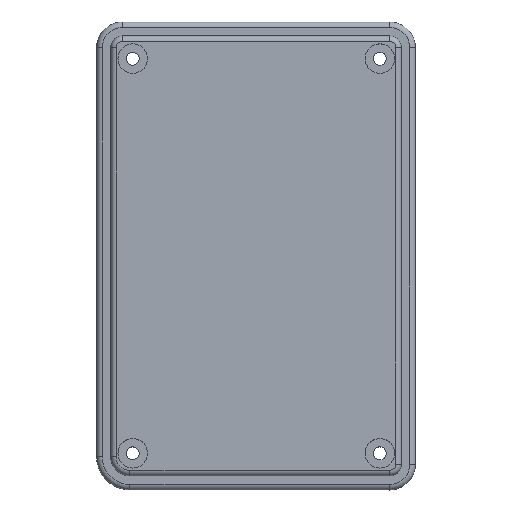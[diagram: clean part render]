
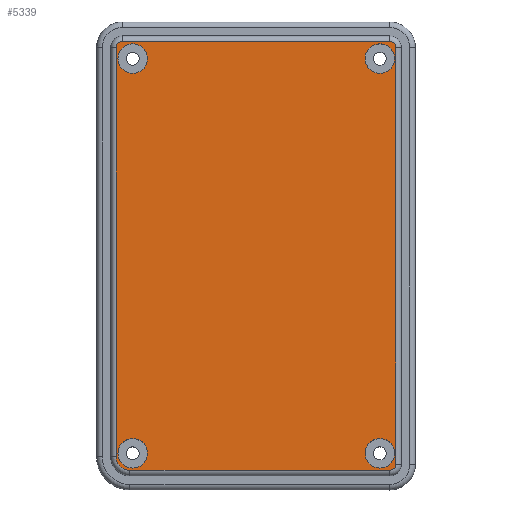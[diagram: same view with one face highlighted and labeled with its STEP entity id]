
A CAD part, top view. The second image highlights one B-rep face of the part: STEP entity #5339.
In plain terms, the highlighted planar face has unit normal (0, 0, 1).
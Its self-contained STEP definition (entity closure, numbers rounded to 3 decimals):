
#130=FACE_BOUND('',#1209,.T.);
#131=FACE_BOUND('',#1210,.T.);
#132=FACE_BOUND('',#1211,.T.);
#133=FACE_BOUND('',#1212,.T.);
#372=CIRCLE('',#5904,1.7);
#376=CIRCLE('',#5910,1.7);
#380=CIRCLE('',#5916,3.733);
#383=CIRCLE('',#5921,1.7);
#385=CIRCLE('',#5928,4.);
#386=CIRCLE('',#5929,4.);
#387=CIRCLE('',#5930,4.);
#388=CIRCLE('',#5931,4.);
#811=FACE_OUTER_BOUND('',#1208,.T.);
#1208=EDGE_LOOP('',(#4682,#4683,#4684,#4685,#4686,#4687,#4688,#4689));
#1209=EDGE_LOOP('',(#4690));
#1210=EDGE_LOOP('',(#4691));
#1211=EDGE_LOOP('',(#4692));
#1212=EDGE_LOOP('',(#4693));
#1674=LINE('',#8994,#2142);
#1675=LINE('',#9005,#2143);
#1677=LINE('',#9017,#2145);
#1679=LINE('',#9029,#2147);
#2142=VECTOR('',#7403,10.);
#2143=VECTOR('',#7416,10.);
#2145=VECTOR('',#7430,10.);
#2147=VECTOR('',#7444,10.);
#2632=VERTEX_POINT('',#8987);
#2635=VERTEX_POINT('',#8992);
#2637=VERTEX_POINT('',#8997);
#2639=VERTEX_POINT('',#9003);
#2641=VERTEX_POINT('',#9009);
#2643=VERTEX_POINT('',#9015);
#2645=VERTEX_POINT('',#9021);
#2647=VERTEX_POINT('',#9027);
#2648=VERTEX_POINT('',#9044);
#2649=VERTEX_POINT('',#9046);
#2650=VERTEX_POINT('',#9048);
#2651=VERTEX_POINT('',#9050);
#3328=EDGE_CURVE('',#2635,#2632,#1674,.T.);
#3330=EDGE_CURVE('',#2637,#2635,#372,.T.);
#3333=EDGE_CURVE('',#2639,#2637,#1675,.T.);
#3336=EDGE_CURVE('',#2641,#2639,#376,.T.);
#3339=EDGE_CURVE('',#2643,#2641,#1677,.T.);
#3342=EDGE_CURVE('',#2645,#2643,#380,.T.);
#3345=EDGE_CURVE('',#2647,#2645,#1679,.T.);
#3347=EDGE_CURVE('',#2632,#2647,#383,.T.);
#3354=EDGE_CURVE('',#2648,#2648,#385,.T.);
#3355=EDGE_CURVE('',#2649,#2649,#386,.T.);
#3356=EDGE_CURVE('',#2650,#2650,#387,.T.);
#3357=EDGE_CURVE('',#2651,#2651,#388,.T.);
#4682=ORIENTED_EDGE('',*,*,#3328,.F.);
#4683=ORIENTED_EDGE('',*,*,#3330,.F.);
#4684=ORIENTED_EDGE('',*,*,#3333,.F.);
#4685=ORIENTED_EDGE('',*,*,#3336,.F.);
#4686=ORIENTED_EDGE('',*,*,#3339,.F.);
#4687=ORIENTED_EDGE('',*,*,#3342,.F.);
#4688=ORIENTED_EDGE('',*,*,#3345,.F.);
#4689=ORIENTED_EDGE('',*,*,#3347,.F.);
#4690=ORIENTED_EDGE('',*,*,#3354,.T.);
#4691=ORIENTED_EDGE('',*,*,#3355,.T.);
#4692=ORIENTED_EDGE('',*,*,#3356,.T.);
#4693=ORIENTED_EDGE('',*,*,#3357,.T.);
#5046=PLANE('',#5927);
#5339=ADVANCED_FACE('',(#811,#130,#131,#132,#133),#5046,.T.);
#5904=AXIS2_PLACEMENT_3D('',#8999,#7408,#7409);
#5910=AXIS2_PLACEMENT_3D('',#9011,#7422,#7423);
#5916=AXIS2_PLACEMENT_3D('',#9023,#7436,#7437);
#5921=AXIS2_PLACEMENT_3D('',#9032,#7448,#7449);
#5927=AXIS2_PLACEMENT_3D('',#9043,#7465,#7466);
#5928=AXIS2_PLACEMENT_3D('',#9045,#7467,#7468);
#5929=AXIS2_PLACEMENT_3D('',#9047,#7469,#7470);
#5930=AXIS2_PLACEMENT_3D('',#9049,#7471,#7472);
#5931=AXIS2_PLACEMENT_3D('',#9051,#7473,#7474);
#7403=DIRECTION('',(0.,-1.,0.));
#7408=DIRECTION('center_axis',(0.,0.,-1.));
#7409=DIRECTION('ref_axis',(0.707,0.707,0.));
#7416=DIRECTION('',(1.,0.,0.));
#7422=DIRECTION('center_axis',(0.,0.,-1.));
#7423=DIRECTION('ref_axis',(-0.707,0.707,0.));
#7430=DIRECTION('',(0.,1.,0.));
#7436=DIRECTION('center_axis',(0.,0.,-1.));
#7437=DIRECTION('ref_axis',(-0.707,-0.707,0.));
#7444=DIRECTION('',(-1.,0.,0.));
#7448=DIRECTION('center_axis',(0.,0.,-1.));
#7449=DIRECTION('ref_axis',(0.707,-0.707,0.));
#7465=DIRECTION('center_axis',(0.,0.,1.));
#7466=DIRECTION('ref_axis',(-1.,0.,0.));
#7467=DIRECTION('center_axis',(0.,0.,-1.));
#7468=DIRECTION('ref_axis',(-1.,0.,0.));
#7469=DIRECTION('center_axis',(0.,0.,-1.));
#7470=DIRECTION('ref_axis',(-1.,0.,0.));
#7471=DIRECTION('center_axis',(0.,0.,-1.));
#7472=DIRECTION('ref_axis',(-1.,0.,0.));
#7473=DIRECTION('center_axis',(0.,0.,-1.));
#7474=DIRECTION('ref_axis',(-1.,0.,0.));
#8987=CARTESIAN_POINT('',(73.844,1.,54.5));
#8992=CARTESIAN_POINT('',(73.844,113.878,54.5));
#8994=CARTESIAN_POINT('',(73.844,29.219,54.5));
#8997=CARTESIAN_POINT('',(72.144,115.578,54.5));
#8999=CARTESIAN_POINT('Origin',(72.144,113.878,54.5));
#9003=CARTESIAN_POINT('',(-0.293,115.578,54.5));
#9005=CARTESIAN_POINT('',(54.035,115.578,54.5));
#9009=CARTESIAN_POINT('',(-1.993,113.878,54.5));
#9011=CARTESIAN_POINT('Origin',(-0.293,113.878,54.5));
#9015=CARTESIAN_POINT('',(-1.993,3.033,54.5));
#9017=CARTESIAN_POINT('',(-1.993,85.658,54.5));
#9021=CARTESIAN_POINT('',(1.74,-0.7,54.5));
#9023=CARTESIAN_POINT('Origin',(1.74,3.033,54.5));
#9027=CARTESIAN_POINT('',(72.144,-0.7,54.5));
#9029=CARTESIAN_POINT('',(18.833,-0.7,54.5));
#9032=CARTESIAN_POINT('Origin',(72.144,1.,54.5));
#9043=CARTESIAN_POINT('Origin',(35.925,57.439,54.5));
#9044=CARTESIAN_POINT('',(6.507,3.93,54.5));
#9045=CARTESIAN_POINT('Origin',(2.507,3.93,54.5));
#9046=CARTESIAN_POINT('',(6.507,110.93,54.5));
#9047=CARTESIAN_POINT('Origin',(2.507,110.93,54.5));
#9048=CARTESIAN_POINT('',(73.507,3.93,54.5));
#9049=CARTESIAN_POINT('Origin',(69.507,3.93,54.5));
#9050=CARTESIAN_POINT('',(73.507,110.93,54.5));
#9051=CARTESIAN_POINT('Origin',(69.507,110.93,54.5));
